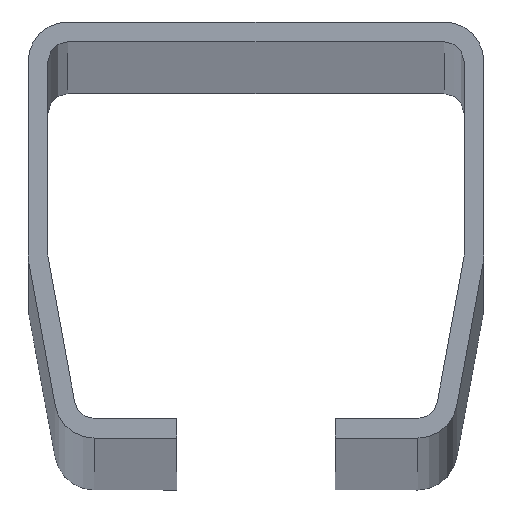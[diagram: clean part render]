
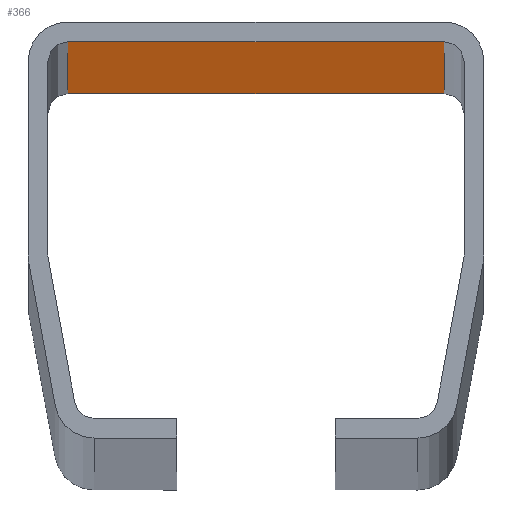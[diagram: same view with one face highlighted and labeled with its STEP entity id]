
A CAD part, top view. The second image highlights one B-rep face of the part: STEP entity #366.
In plain terms, the highlighted planar face has unit normal (0, -1, 0).
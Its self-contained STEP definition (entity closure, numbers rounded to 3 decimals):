
#28 = VERTEX_POINT ( 'NONE', #651 ) ;
#38 = CARTESIAN_POINT ( 'NONE',  ( -38., 80., 0. ) ) ;
#65 = ORIENTED_EDGE ( 'NONE', *, *, #404, .T. ) ;
#131 = LINE ( 'NONE', #391, #262 ) ;
#151 = DIRECTION ( 'NONE',  ( 1., 0., 0. ) ) ;
#178 = VECTOR ( 'NONE', #234, 1000. ) ;
#234 = DIRECTION ( 'NONE',  ( 0., 0., 1. ) ) ;
#237 = CARTESIAN_POINT ( 'NONE',  ( -38., 80., -6000. ) ) ;
#262 = VECTOR ( 'NONE', #400, 1000. ) ;
#265 = VERTEX_POINT ( 'NONE', #38 ) ;
#366 = ADVANCED_FACE ( 'NONE', ( #956 ), #566, .T. ) ;
#391 = CARTESIAN_POINT ( 'NONE',  ( -38., 80., 0. ) ) ;
#400 = DIRECTION ( 'NONE',  ( 1., 0., 0. ) ) ;
#404 = EDGE_CURVE ( 'NONE', #421, #28, #488, .T. ) ;
#416 = VECTOR ( 'NONE', #721, 1000. ) ;
#421 = VERTEX_POINT ( 'NONE', #555 ) ;
#471 = ORIENTED_EDGE ( 'NONE', *, *, #993, .T. ) ;
#488 = LINE ( 'NONE', #1043, #677 ) ;
#517 = VERTEX_POINT ( 'NONE', #622 ) ;
#555 = CARTESIAN_POINT ( 'NONE',  ( -38., 80., -6000. ) ) ;
#566 = PLANE ( 'NONE',  #999 ) ;
#567 = EDGE_LOOP ( 'NONE', ( #941, #822, #65, #471 ) ) ;
#622 = CARTESIAN_POINT ( 'NONE',  ( 38., 80., 0. ) ) ;
#651 = CARTESIAN_POINT ( 'NONE',  ( 38., 80., -6000. ) ) ;
#677 = VECTOR ( 'NONE', #151, 1000. ) ;
#714 = CARTESIAN_POINT ( 'NONE',  ( 38., 80., -6000. ) ) ;
#721 = DIRECTION ( 'NONE',  ( 0., 0., 1. ) ) ;
#791 = CARTESIAN_POINT ( 'NONE',  ( -38., 80., -6000. ) ) ;
#822 = ORIENTED_EDGE ( 'NONE', *, *, #1024, .F. ) ;
#866 = DIRECTION ( 'NONE',  ( 1., 0., 0. ) ) ;
#873 = LINE ( 'NONE', #791, #178 ) ;
#941 = ORIENTED_EDGE ( 'NONE', *, *, #1003, .F. ) ;
#956 = FACE_OUTER_BOUND ( 'NONE', #567, .T. ) ;
#964 = DIRECTION ( 'NONE',  ( 0., -1., 0. ) ) ;
#993 = EDGE_CURVE ( 'NONE', #28, #517, #1030, .T. ) ;
#999 = AXIS2_PLACEMENT_3D ( 'NONE', #237, #964, #866 ) ;
#1003 = EDGE_CURVE ( 'NONE', #265, #517, #131, .T. ) ;
#1024 = EDGE_CURVE ( 'NONE', #421, #265, #873, .T. ) ;
#1030 = LINE ( 'NONE', #714, #416 ) ;
#1043 = CARTESIAN_POINT ( 'NONE',  ( -38., 80., -6000. ) ) ;
